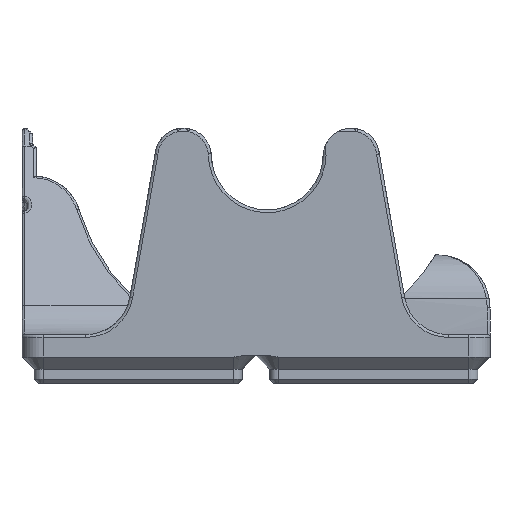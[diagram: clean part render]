
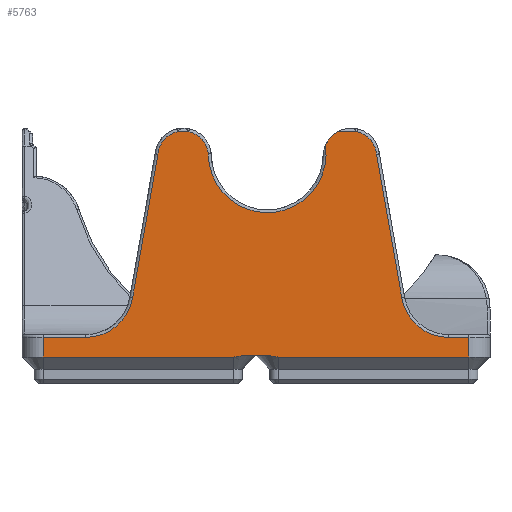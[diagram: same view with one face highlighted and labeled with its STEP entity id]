
A CAD part, left-side view. The second image highlights one B-rep face of the part: STEP entity #5763.
In plain terms, the highlighted planar face has unit normal (-1, 0, 0).
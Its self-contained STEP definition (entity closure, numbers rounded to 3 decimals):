
#91=(
BOUNDED_CURVE()
B_SPLINE_CURVE(2,(#15917,#15918,#15919),.UNSPECIFIED.,.F.,.F.)
B_SPLINE_CURVE_WITH_KNOTS((3,3),(0.,0.142),.UNSPECIFIED.)
CURVE()
GEOMETRIC_REPRESENTATION_ITEM()
RATIONAL_B_SPLINE_CURVE((1.,1.017,1.))
REPRESENTATION_ITEM('')
);
#92=(
BOUNDED_CURVE()
B_SPLINE_CURVE(2,(#15923,#15924,#15925),.UNSPECIFIED.,.F.,.F.)
B_SPLINE_CURVE_WITH_KNOTS((3,3),(0.142,0.284),
 .UNSPECIFIED.)
CURVE()
GEOMETRIC_REPRESENTATION_ITEM()
RATIONAL_B_SPLINE_CURVE((1.,1.017,1.))
REPRESENTATION_ITEM('')
);
#168=PLANE('',#6327);
#320=LINE('',#10975,#663);
#382=LINE('',#15428,#725);
#383=LINE('',#15439,#726);
#396=LINE('',#15913,#739);
#397=LINE('',#15915,#740);
#398=LINE('',#15921,#741);
#399=LINE('',#15927,#742);
#400=LINE('',#15929,#743);
#401=LINE('',#15931,#744);
#402=LINE('',#15935,#745);
#403=LINE('',#15939,#746);
#663=VECTOR('',#6943,10.);
#725=VECTOR('',#7399,10.);
#726=VECTOR('',#7412,10.);
#739=VECTOR('',#7483,10.);
#740=VECTOR('',#7484,10.);
#741=VECTOR('',#7485,10.);
#742=VECTOR('',#7486,10.);
#743=VECTOR('',#7487,10.);
#744=VECTOR('',#7488,10.);
#745=VECTOR('',#7491,10.);
#746=VECTOR('',#7494,10.);
#1294=FACE_OUTER_BOUND('',#1674,.T.);
#1674=EDGE_LOOP('',(#4600,#4601,#4602,#4603,#4604,#4605,#4606,#4607,#4608,
#4609,#4610,#4611,#4612,#4613,#4614,#4615,#4616,#4617,#4618,#4619));
#2119=CIRCLE('',#6083,4.521);
#2123=CIRCLE('',#6093,10.5);
#2217=CIRCLE('',#6289,4.521);
#2221=CIRCLE('',#6295,8.5);
#2238=CIRCLE('',#6328,8.5);
#2239=CIRCLE('',#6329,4.521);
#2240=CIRCLE('',#6330,5.021);
#2498=VERTEX_POINT('',#10001);
#2499=VERTEX_POINT('',#10003);
#2511=VERTEX_POINT('',#10929);
#2514=VERTEX_POINT('',#10948);
#2694=VERTEX_POINT('',#15407);
#2697=VERTEX_POINT('',#15426);
#2699=VERTEX_POINT('',#15431);
#2701=VERTEX_POINT('',#15437);
#2715=VERTEX_POINT('',#15912);
#2716=VERTEX_POINT('',#15914);
#2717=VERTEX_POINT('',#15916);
#2718=VERTEX_POINT('',#15920);
#2719=VERTEX_POINT('',#15922);
#2720=VERTEX_POINT('',#15926);
#2721=VERTEX_POINT('',#15928);
#2722=VERTEX_POINT('',#15930);
#2723=VERTEX_POINT('',#15932);
#2724=VERTEX_POINT('',#15934);
#2725=VERTEX_POINT('',#15936);
#2726=VERTEX_POINT('',#15938);
#3063=EDGE_CURVE('',#2498,#2499,#2119,.T.);
#3080=EDGE_CURVE('',#2499,#2511,#2123,.T.);
#3085=EDGE_CURVE('',#2514,#2498,#320,.T.);
#3358=EDGE_CURVE('',#2694,#2514,#2217,.T.);
#3363=EDGE_CURVE('',#2697,#2694,#382,.T.);
#3365=EDGE_CURVE('',#2699,#2697,#2221,.T.);
#3368=EDGE_CURVE('',#2701,#2699,#383,.T.);
#3404=EDGE_CURVE('',#2715,#2701,#396,.T.);
#3405=EDGE_CURVE('',#2716,#2715,#397,.T.);
#3406=EDGE_CURVE('',#2717,#2716,#91,.T.);
#3407=EDGE_CURVE('',#2718,#2717,#398,.T.);
#3408=EDGE_CURVE('',#2719,#2718,#92,.T.);
#3409=EDGE_CURVE('',#2720,#2719,#399,.T.);
#3410=EDGE_CURVE('',#2720,#2721,#400,.T.);
#3411=EDGE_CURVE('',#2722,#2721,#401,.T.);
#3412=EDGE_CURVE('',#2723,#2722,#2238,.T.);
#3413=EDGE_CURVE('',#2724,#2723,#402,.T.);
#3414=EDGE_CURVE('',#2725,#2724,#2239,.T.);
#3415=EDGE_CURVE('',#2726,#2725,#403,.T.);
#3416=EDGE_CURVE('',#2726,#2511,#2240,.T.);
#4600=ORIENTED_EDGE('',*,*,#3063,.F.);
#4601=ORIENTED_EDGE('',*,*,#3085,.F.);
#4602=ORIENTED_EDGE('',*,*,#3358,.F.);
#4603=ORIENTED_EDGE('',*,*,#3363,.F.);
#4604=ORIENTED_EDGE('',*,*,#3365,.F.);
#4605=ORIENTED_EDGE('',*,*,#3368,.F.);
#4606=ORIENTED_EDGE('',*,*,#3404,.F.);
#4607=ORIENTED_EDGE('',*,*,#3405,.F.);
#4608=ORIENTED_EDGE('',*,*,#3406,.F.);
#4609=ORIENTED_EDGE('',*,*,#3407,.F.);
#4610=ORIENTED_EDGE('',*,*,#3408,.F.);
#4611=ORIENTED_EDGE('',*,*,#3409,.F.);
#4612=ORIENTED_EDGE('',*,*,#3410,.T.);
#4613=ORIENTED_EDGE('',*,*,#3411,.F.);
#4614=ORIENTED_EDGE('',*,*,#3412,.F.);
#4615=ORIENTED_EDGE('',*,*,#3413,.F.);
#4616=ORIENTED_EDGE('',*,*,#3414,.F.);
#4617=ORIENTED_EDGE('',*,*,#3415,.F.);
#4618=ORIENTED_EDGE('',*,*,#3416,.T.);
#4619=ORIENTED_EDGE('',*,*,#3080,.F.);
#5763=ADVANCED_FACE('',(#1294),#168,.F.);
#6083=AXIS2_PLACEMENT_3D('',#10004,#6916,#6917);
#6093=AXIS2_PLACEMENT_3D('',#10930,#6936,#6937);
#6289=AXIS2_PLACEMENT_3D('',#15408,#7390,#7391);
#6295=AXIS2_PLACEMENT_3D('',#15433,#7404,#7405);
#6327=AXIS2_PLACEMENT_3D('',#15911,#7481,#7482);
#6328=AXIS2_PLACEMENT_3D('',#15933,#7489,#7490);
#6329=AXIS2_PLACEMENT_3D('',#15937,#7492,#7493);
#6330=AXIS2_PLACEMENT_3D('',#15940,#7495,#7496);
#6916=DIRECTION('center_axis',(1.,0.,0.));
#6917=DIRECTION('ref_axis',(0.,-0.836,0.549));
#6936=DIRECTION('center_axis',(-1.,0.,0.));
#6937=DIRECTION('ref_axis',(0.,0.,-1.));
#6943=DIRECTION('',(0.,-1.,0.));
#7390=DIRECTION('center_axis',(1.,0.,0.));
#7391=DIRECTION('ref_axis',(0.,0.836,0.549));
#7399=DIRECTION('',(0.,-0.174,0.985));
#7404=DIRECTION('center_axis',(-1.,0.,0.));
#7405=DIRECTION('ref_axis',(0.,-0.643,-0.766));
#7412=DIRECTION('',(0.,-1.,0.));
#7481=DIRECTION('center_axis',(1.,0.,0.));
#7482=DIRECTION('ref_axis',(0.,1.,0.));
#7483=DIRECTION('',(0.,0.,1.));
#7484=DIRECTION('',(0.,1.,0.));
#7485=DIRECTION('',(0.,1.,0.));
#7486=DIRECTION('',(0.,1.,0.));
#7487=DIRECTION('',(0.,0.,1.));
#7488=DIRECTION('',(0.,-1.,0.));
#7489=DIRECTION('center_axis',(-1.,0.,0.));
#7490=DIRECTION('ref_axis',(0.,0.643,-0.766));
#7491=DIRECTION('',(0.,-0.174,-0.985));
#7492=DIRECTION('center_axis',(1.,0.,0.));
#7493=DIRECTION('ref_axis',(0.,-0.836,0.549));
#7494=DIRECTION('',(0.,-1.,0.));
#7495=DIRECTION('center_axis',(-1.,0.,0.));
#7496=DIRECTION('ref_axis',(0.,0.996,0.091));
#10001=CARTESIAN_POINT('',(0.25,53.992,44.948));
#10003=CARTESIAN_POINT('',(0.25,50.5,40.976));
#10004=CARTESIAN_POINT('Origin',(0.25,55.,40.541));
#10929=CARTESIAN_POINT('',(0.25,29.612,42.527));
#10930=CARTESIAN_POINT('Origin',(0.25,40.,41.));
#10948=CARTESIAN_POINT('',(0.25,56.008,44.948));
#10975=CARTESIAN_POINT('',(0.25,12.5,44.948));
#15407=CARTESIAN_POINT('',(0.25,59.504,40.934));
#15408=CARTESIAN_POINT('Origin',(0.25,55.,40.541));
#15426=CARTESIAN_POINT('',(0.25,64.028,15.274));
#15428=CARTESIAN_POINT('',(0.25,61.741,28.244));
#15431=CARTESIAN_POINT('',(0.25,72.399,8.25));
#15433=CARTESIAN_POINT('Origin',(0.25,72.399,16.75));
#15437=CARTESIAN_POINT('',(0.25,80.,8.25));
#15439=CARTESIAN_POINT('',(0.25,38.2,8.25));
#15911=CARTESIAN_POINT('Origin',(0.25,4.,5.));
#15912=CARTESIAN_POINT('',(0.25,80.,4.75));
#15913=CARTESIAN_POINT('',(0.25,80.,5.));
#15914=CARTESIAN_POINT('',(0.25,46.,4.75));
#15915=CARTESIAN_POINT('',(0.25,33.5,4.75));
#15916=CARTESIAN_POINT('',(0.25,44.608,5.));
#15917=CARTESIAN_POINT('Ctrl Pts',(0.25,44.608,5.));
#15918=CARTESIAN_POINT('Ctrl Pts',(0.25,45.326,4.75));
#15919=CARTESIAN_POINT('Ctrl Pts',(0.25,46.,4.75));
#15920=CARTESIAN_POINT('',(0.25,39.392,5.));
#15921=CARTESIAN_POINT('',(0.25,23.,5.));
#15922=CARTESIAN_POINT('',(0.25,38.,4.75));
#15923=CARTESIAN_POINT('Ctrl Pts',(0.25,38.,4.75));
#15924=CARTESIAN_POINT('Ctrl Pts',(0.25,38.674,4.75));
#15925=CARTESIAN_POINT('Ctrl Pts',(0.25,39.392,5.));
#15926=CARTESIAN_POINT('',(0.25,4.,4.75));
#15927=CARTESIAN_POINT('',(0.25,12.5,4.75));
#15928=CARTESIAN_POINT('',(0.25,4.,8.25));
#15929=CARTESIAN_POINT('',(0.25,4.,5.));
#15930=CARTESIAN_POINT('',(0.25,7.601,8.25));
#15931=CARTESIAN_POINT('',(0.25,2.,8.25));
#15932=CARTESIAN_POINT('',(0.25,15.972,15.274));
#15933=CARTESIAN_POINT('Origin',(0.25,7.601,16.75));
#15934=CARTESIAN_POINT('',(0.25,20.496,40.934));
#15935=CARTESIAN_POINT('',(0.25,14.913,9.268));
#15936=CARTESIAN_POINT('',(0.25,23.992,44.948));
#15937=CARTESIAN_POINT('Origin',(0.25,25.,40.541));
#15938=CARTESIAN_POINT('',(0.25,27.406,44.948));
#15939=CARTESIAN_POINT('',(0.25,12.5,44.948));
#15940=CARTESIAN_POINT('Origin',(0.25,25.,40.541));
